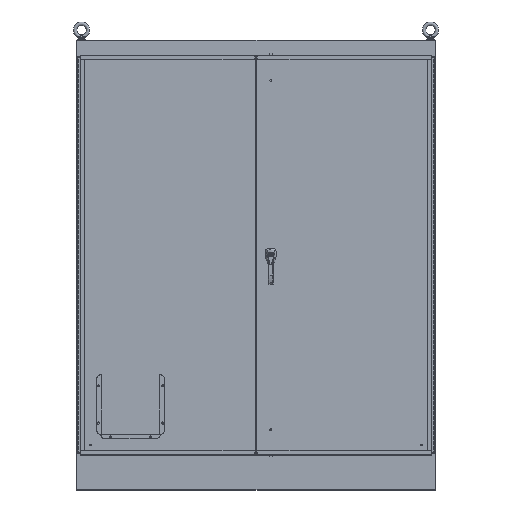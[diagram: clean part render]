
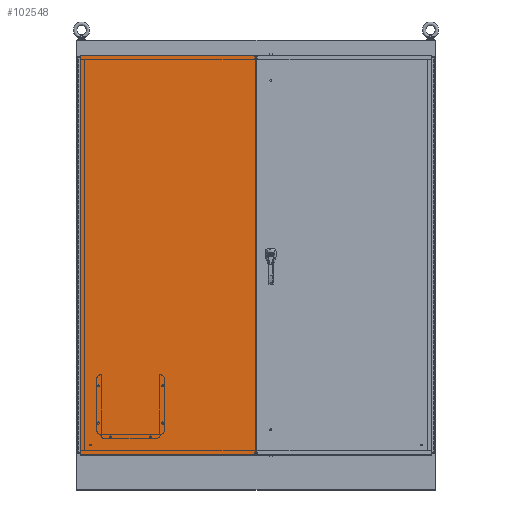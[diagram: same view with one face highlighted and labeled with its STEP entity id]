
A CAD part, front view. The second image highlights one B-rep face of the part: STEP entity #102548.
In plain terms, the highlighted planar face has unit normal (0, -1, 0).
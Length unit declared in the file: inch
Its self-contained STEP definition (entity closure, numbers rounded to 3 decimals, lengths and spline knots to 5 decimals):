
#1627 = DIRECTION ( 'NONE',  ( 0., -1., 0. ) ) ;
#5299 = CARTESIAN_POINT ( 'NONE',  ( -35.21802, -13.12931, 87.09319 ) ) ;
#8032 = LINE ( 'NONE', #23712, #49498 ) ;
#12101 = ORIENTED_EDGE ( 'NONE', *, *, #61468, .F. ) ;
#14453 = ORIENTED_EDGE ( 'NONE', *, *, #67418, .T. ) ;
#16098 = VERTEX_POINT ( 'NONE', #164522 ) ;
#16522 = DIRECTION ( 'NONE',  ( 0., 0., -1. ) ) ;
#17359 = PLANE ( 'NONE',  #34168 ) ;
#21713 = CARTESIAN_POINT ( 'NONE',  ( -35.21802, -13.12931, 87.09319 ) ) ;
#23712 = CARTESIAN_POINT ( 'NONE',  ( -35.21802, -13.12931, 6.968 ) ) ;
#30326 = EDGE_LOOP ( 'NONE', ( #119773, #14453, #12101, #103485 ) ) ;
#32318 = VECTOR ( 'NONE', #171717, 39.37008 ) ;
#33241 = LINE ( 'NONE', #5299, #80122 ) ;
#34168 = AXIS2_PLACEMENT_3D ( 'NONE', #109935, #1627, #16522 ) ;
#35934 = VERTEX_POINT ( 'NONE', #74376 ) ;
#46780 = VERTEX_POINT ( 'NONE', #108355 ) ;
#49498 = VECTOR ( 'NONE', #129479, 39.37008 ) ;
#60367 = DIRECTION ( 'NONE',  ( 0., 0., -1. ) ) ;
#61468 = EDGE_CURVE ( 'NONE', #16098, #140090, #91464, .T. ) ;
#67418 = EDGE_CURVE ( 'NONE', #46780, #140090, #8032, .T. ) ;
#74376 = CARTESIAN_POINT ( 'NONE',  ( -35.21802, -13.12931, 87.09319 ) ) ;
#80122 = VECTOR ( 'NONE', #60367, 39.37008 ) ;
#82891 = FACE_OUTER_BOUND ( 'NONE', #30326, .T. ) ;
#89844 = DIRECTION ( 'NONE',  ( 1., 0., 0. ) ) ;
#91464 = LINE ( 'NONE', #118519, #32318 ) ;
#102548 = ADVANCED_FACE ( 'NONE', ( #82891 ), #17359, .T. ) ;
#103485 = ORIENTED_EDGE ( 'NONE', *, *, #163165, .F. ) ;
#108355 = CARTESIAN_POINT ( 'NONE',  ( -35.21802, -13.12931, 6.968 ) ) ;
#109935 = CARTESIAN_POINT ( 'NONE',  ( 0., -13.12931, 0. ) ) ;
#113157 = VECTOR ( 'NONE', #89844, 39.37008 ) ;
#118519 = CARTESIAN_POINT ( 'NONE',  ( -0.12498, -13.12931, 87.09319 ) ) ;
#119773 = ORIENTED_EDGE ( 'NONE', *, *, #139589, .T. ) ;
#129479 = DIRECTION ( 'NONE',  ( 1., 0., 0. ) ) ;
#139589 = EDGE_CURVE ( 'NONE', #35934, #46780, #33241, .T. ) ;
#140090 = VERTEX_POINT ( 'NONE', #149908 ) ;
#141327 = LINE ( 'NONE', #21713, #113157 ) ;
#149908 = CARTESIAN_POINT ( 'NONE',  ( -0.12498, -13.12931, 6.968 ) ) ;
#163165 = EDGE_CURVE ( 'NONE', #35934, #16098, #141327, .T. ) ;
#164522 = CARTESIAN_POINT ( 'NONE',  ( -0.12498, -13.12931, 87.09319 ) ) ;
#171717 = DIRECTION ( 'NONE',  ( 0., 0., -1. ) ) ;
